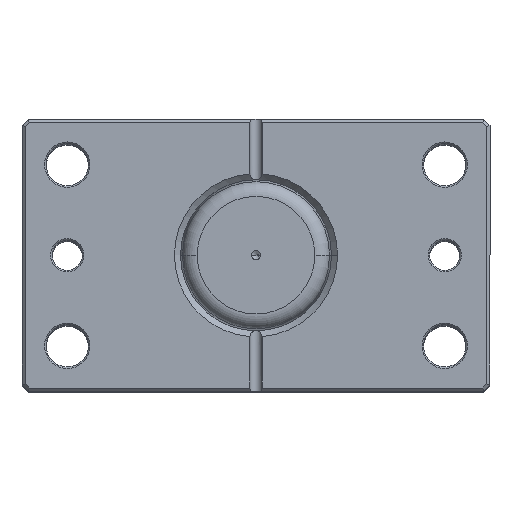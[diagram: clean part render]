
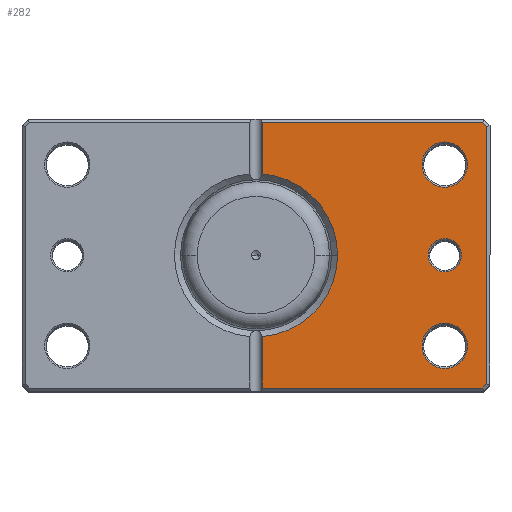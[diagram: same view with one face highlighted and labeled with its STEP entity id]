
A CAD part, top view. The second image highlights one B-rep face of the part: STEP entity #282.
In plain terms, the highlighted face is planar.
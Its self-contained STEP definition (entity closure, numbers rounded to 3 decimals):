
#32 = CIRCLE ( 'NONE', #2026, 7.5 ) ;
#49 = CARTESIAN_POINT ( 'NONE',  ( -62.5, 30., 0. ) ) ;
#77 = CARTESIAN_POINT ( 'NONE',  ( -59.543, 59.543, 0. ) ) ;
#91 = DIRECTION ( 'NONE',  ( 0., -1., 0. ) ) ;
#177 = CARTESIAN_POINT ( 'NONE',  ( -62.5, -30., 0. ) ) ;
#202 = ORIENTED_EDGE ( 'NONE', *, *, #2637, .T. ) ;
#219 = EDGE_CURVE ( 'NONE', #3908, #5855, #6626, .T. ) ;
#243 = CIRCLE ( 'NONE', #6063, 5.5 ) ;
#270 = CIRCLE ( 'NONE', #4099, 7.5 ) ;
#277 = CARTESIAN_POINT ( 'NONE',  ( 0., 44., 0. ) ) ;
#282 = ADVANCED_FACE ( 'NONE', ( #2040, #4899, #3469, #596 ), #2282, .F. ) ;
#335 = AXIS2_PLACEMENT_3D ( 'NONE', #3883, #653, #4414 ) ;
#385 = VERTEX_POINT ( 'NONE', #4493 ) ;
#459 = EDGE_CURVE ( 'NONE', #6723, #5179, #2745, .T. ) ;
#588 = DIRECTION ( 'NONE',  ( 1., 0., 0. ) ) ;
#596 = FACE_OUTER_BOUND ( 'NONE', #5328, .T. ) ;
#640 = EDGE_CURVE ( 'NONE', #684, #2239, #2816, .T. ) ;
#653 = DIRECTION ( 'NONE',  ( 0., 0., 1. ) ) ;
#684 = VERTEX_POINT ( 'NONE', #2655 ) ;
#701 = CARTESIAN_POINT ( 'NONE',  ( -2., 45., 0. ) ) ;
#717 = CARTESIAN_POINT ( 'NONE',  ( -70., -30., 0. ) ) ;
#751 = CARTESIAN_POINT ( 'NONE',  ( -76.5, 0., 0. ) ) ;
#817 = AXIS2_PLACEMENT_3D ( 'NONE', #1014, #4788, #1571 ) ;
#859 = EDGE_CURVE ( 'NONE', #3010, #1891, #32, .T. ) ;
#864 = EDGE_LOOP ( 'NONE', ( #1530, #5594 ) ) ;
#879 = VERTEX_POINT ( 'NONE', #5298 ) ;
#980 = DIRECTION ( 'NONE',  ( 1., 0., 0. ) ) ;
#1014 = CARTESIAN_POINT ( 'NONE',  ( -62.5, 0., 0. ) ) ;
#1020 = CARTESIAN_POINT ( 'NONE',  ( -2., 45., 0. ) ) ;
#1101 = EDGE_CURVE ( 'NONE', #3049, #6069, #2805, .T. ) ;
#1197 = CIRCLE ( 'NONE', #5981, 7.5 ) ;
#1258 = DIRECTION ( 'NONE',  ( 0., 0., 1. ) ) ;
#1262 = VECTOR ( 'NONE', #3182, 1000. ) ;
#1294 = VECTOR ( 'NONE', #5837, 1000. ) ;
#1368 = DIRECTION ( 'NONE',  ( 1., 0., 0. ) ) ;
#1380 = VECTOR ( 'NONE', #1368, 1000. ) ;
#1413 = CARTESIAN_POINT ( 'NONE',  ( -70., 30., 0. ) ) ;
#1500 = DIRECTION ( 'NONE',  ( 0., 0., 1. ) ) ;
#1518 = EDGE_CURVE ( 'NONE', #1891, #3010, #1197, .T. ) ;
#1530 = ORIENTED_EDGE ( 'NONE', *, *, #859, .T. ) ;
#1571 = DIRECTION ( 'NONE',  ( 1., 0., 0. ) ) ;
#1619 = DIRECTION ( 'NONE',  ( 1., 0., 0. ) ) ;
#1657 = ORIENTED_EDGE ( 'NONE', *, *, #2850, .T. ) ;
#1749 = ORIENTED_EDGE ( 'NONE', *, *, #459, .T. ) ;
#1756 = CARTESIAN_POINT ( 'NONE',  ( 0., 0., 0. ) ) ;
#1768 = DIRECTION ( 'NONE',  ( 0., 0., 1. ) ) ;
#1891 = VERTEX_POINT ( 'NONE', #3699 ) ;
#1909 = ORIENTED_EDGE ( 'NONE', *, *, #219, .T. ) ;
#1999 = ORIENTED_EDGE ( 'NONE', *, *, #1101, .T. ) ;
#2017 = EDGE_CURVE ( 'NONE', #385, #3318, #243, .T. ) ;
#2026 = AXIS2_PLACEMENT_3D ( 'NONE', #177, #6775, #980 ) ;
#2036 = EDGE_LOOP ( 'NONE', ( #1657, #4694 ) ) ;
#2040 = FACE_BOUND ( 'NONE', #5549, .T. ) ;
#2106 = ORIENTED_EDGE ( 'NONE', *, *, #5815, .T. ) ;
#2148 = VERTEX_POINT ( 'NONE', #1413 ) ;
#2239 = VERTEX_POINT ( 'NONE', #5256 ) ;
#2282 = PLANE ( 'NONE',  #4952 ) ;
#2402 = DIRECTION ( 'NONE',  ( -1., 0., 0. ) ) ;
#2545 = CARTESIAN_POINT ( 'NONE',  ( -75.086, -44., 0. ) ) ;
#2637 = EDGE_CURVE ( 'NONE', #5855, #6723, #4326, .T. ) ;
#2655 = CARTESIAN_POINT ( 'NONE',  ( -75.086, 44., 0. ) ) ;
#2705 = DIRECTION ( 'NONE',  ( 1., 0., 0. ) ) ;
#2745 = LINE ( 'NONE', #4841, #1294 ) ;
#2781 = CARTESIAN_POINT ( 'NONE',  ( -62.5, 0., 0. ) ) ;
#2805 = CIRCLE ( 'NONE', #2962, 27. ) ;
#2809 = DIRECTION ( 'NONE',  ( 0., 0., 1. ) ) ;
#2816 = LINE ( 'NONE', #277, #1380 ) ;
#2850 = EDGE_CURVE ( 'NONE', #2148, #3827, #270, .T. ) ;
#2856 = DIRECTION ( 'NONE',  ( 0., 0., 1. ) ) ;
#2935 = EDGE_CURVE ( 'NONE', #3827, #2148, #5498, .T. ) ;
#2962 = AXIS2_PLACEMENT_3D ( 'NONE', #5273, #1500, #4712 ) ;
#3010 = VERTEX_POINT ( 'NONE', #717 ) ;
#3049 = VERTEX_POINT ( 'NONE', #3456 ) ;
#3182 = DIRECTION ( 'NONE',  ( 0., -1., 0. ) ) ;
#3205 = CARTESIAN_POINT ( 'NONE',  ( -76.5, -42.586, 0. ) ) ;
#3217 = EDGE_CURVE ( 'NONE', #5179, #879, #3650, .T. ) ;
#3318 = VERTEX_POINT ( 'NONE', #3537 ) ;
#3409 = VECTOR ( 'NONE', #2402, 1000. ) ;
#3456 = CARTESIAN_POINT ( 'NONE',  ( -2., 26.926, 0. ) ) ;
#3469 = FACE_BOUND ( 'NONE', #2036, .T. ) ;
#3537 = CARTESIAN_POINT ( 'NONE',  ( -57., 0., 0. ) ) ;
#3650 = LINE ( 'NONE', #751, #5075 ) ;
#3699 = CARTESIAN_POINT ( 'NONE',  ( -55., -30., 0. ) ) ;
#3820 = DIRECTION ( 'NONE',  ( 0., 0., 1. ) ) ;
#3827 = VERTEX_POINT ( 'NONE', #4717 ) ;
#3852 = ORIENTED_EDGE ( 'NONE', *, *, #4247, .T. ) ;
#3866 = DIRECTION ( 'NONE',  ( 0.707, 0.707, 0. ) ) ;
#3883 = CARTESIAN_POINT ( 'NONE',  ( -62.5, 30., 0. ) ) ;
#3908 = VERTEX_POINT ( 'NONE', #4251 ) ;
#4084 = ORIENTED_EDGE ( 'NONE', *, *, #5246, .T. ) ;
#4099 = AXIS2_PLACEMENT_3D ( 'NONE', #49, #3820, #588 ) ;
#4130 = LINE ( 'NONE', #1020, #1262 ) ;
#4133 = VECTOR ( 'NONE', #91, 1000. ) ;
#4247 = EDGE_CURVE ( 'NONE', #2239, #3049, #4130, .T. ) ;
#4251 = CARTESIAN_POINT ( 'NONE',  ( -2., -26.926, 0. ) ) ;
#4326 = LINE ( 'NONE', #5068, #3409 ) ;
#4414 = DIRECTION ( 'NONE',  ( 1., 0., 0. ) ) ;
#4493 = CARTESIAN_POINT ( 'NONE',  ( -68., 0., 0. ) ) ;
#4694 = ORIENTED_EDGE ( 'NONE', *, *, #2935, .T. ) ;
#4712 = DIRECTION ( 'NONE',  ( 1., 0., 0. ) ) ;
#4717 = CARTESIAN_POINT ( 'NONE',  ( -55., 30., 0. ) ) ;
#4744 = CIRCLE ( 'NONE', #817, 5.5 ) ;
#4788 = DIRECTION ( 'NONE',  ( 0., 0., 1. ) ) ;
#4841 = CARTESIAN_POINT ( 'NONE',  ( -59.543, -59.543, 0. ) ) ;
#4843 = EDGE_CURVE ( 'NONE', #6069, #3908, #5970, .T. ) ;
#4899 = FACE_BOUND ( 'NONE', #864, .T. ) ;
#4952 = AXIS2_PLACEMENT_3D ( 'NONE', #1756, #1768, #1619 ) ;
#5042 = CARTESIAN_POINT ( 'NONE',  ( -27., 0., 0. ) ) ;
#5068 = CARTESIAN_POINT ( 'NONE',  ( 0., -44., 0. ) ) ;
#5075 = VECTOR ( 'NONE', #6633, 1000. ) ;
#5078 = DIRECTION ( 'NONE',  ( 1., 0., 0. ) ) ;
#5091 = VECTOR ( 'NONE', #3866, 1000. ) ;
#5179 = VERTEX_POINT ( 'NONE', #3205 ) ;
#5246 = EDGE_CURVE ( 'NONE', #879, #684, #5271, .T. ) ;
#5256 = CARTESIAN_POINT ( 'NONE',  ( -2., 44., 0. ) ) ;
#5271 = LINE ( 'NONE', #77, #5091 ) ;
#5273 = CARTESIAN_POINT ( 'NONE',  ( 0., 0., 0. ) ) ;
#5298 = CARTESIAN_POINT ( 'NONE',  ( -76.5, 42.586, 0. ) ) ;
#5328 = EDGE_LOOP ( 'NONE', ( #3852, #1999, #6434, #1909, #202, #1749, #6185, #4084, #5848 ) ) ;
#5498 = CIRCLE ( 'NONE', #335, 7.5 ) ;
#5549 = EDGE_LOOP ( 'NONE', ( #6876, #2106 ) ) ;
#5594 = ORIENTED_EDGE ( 'NONE', *, *, #1518, .T. ) ;
#5815 = EDGE_CURVE ( 'NONE', #3318, #385, #4744, .T. ) ;
#5837 = DIRECTION ( 'NONE',  ( -0.707, 0.707, 0. ) ) ;
#5848 = ORIENTED_EDGE ( 'NONE', *, *, #640, .T. ) ;
#5855 = VERTEX_POINT ( 'NONE', #6342 ) ;
#5970 = CIRCLE ( 'NONE', #6859, 27. ) ;
#5981 = AXIS2_PLACEMENT_3D ( 'NONE', #6714, #1258, #5078 ) ;
#6063 = AXIS2_PLACEMENT_3D ( 'NONE', #2781, #2809, #2705 ) ;
#6065 = CARTESIAN_POINT ( 'NONE',  ( 0., 0., 0. ) ) ;
#6069 = VERTEX_POINT ( 'NONE', #5042 ) ;
#6185 = ORIENTED_EDGE ( 'NONE', *, *, #3217, .T. ) ;
#6342 = CARTESIAN_POINT ( 'NONE',  ( -2., -44., 0. ) ) ;
#6434 = ORIENTED_EDGE ( 'NONE', *, *, #4843, .T. ) ;
#6598 = DIRECTION ( 'NONE',  ( 1., 0., 0. ) ) ;
#6626 = LINE ( 'NONE', #701, #4133 ) ;
#6633 = DIRECTION ( 'NONE',  ( 0., 1., 0. ) ) ;
#6714 = CARTESIAN_POINT ( 'NONE',  ( -62.5, -30., 0. ) ) ;
#6723 = VERTEX_POINT ( 'NONE', #2545 ) ;
#6775 = DIRECTION ( 'NONE',  ( 0., 0., 1. ) ) ;
#6859 = AXIS2_PLACEMENT_3D ( 'NONE', #6065, #2856, #6598 ) ;
#6876 = ORIENTED_EDGE ( 'NONE', *, *, #2017, .T. ) ;
